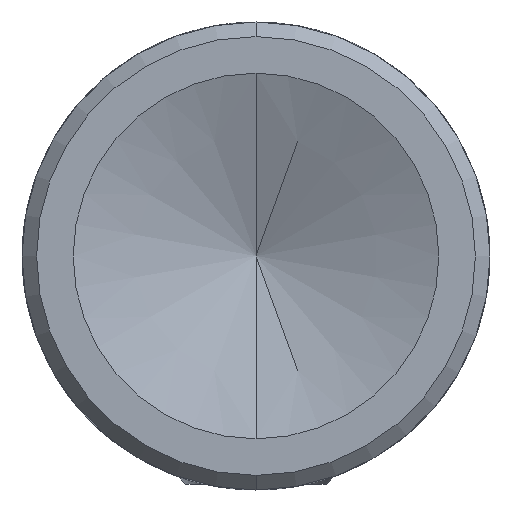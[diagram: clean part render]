
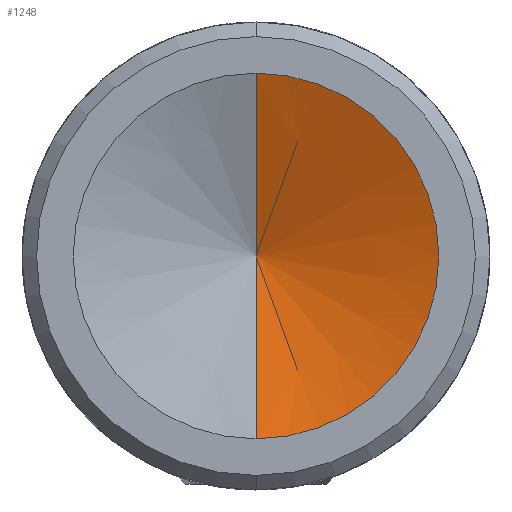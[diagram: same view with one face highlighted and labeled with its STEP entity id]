
A CAD part, front view. The second image highlights one B-rep face of the part: STEP entity #1248.
In plain terms, the highlighted conical face has half-angle 69 degrees and reference radius 6.25 mm.
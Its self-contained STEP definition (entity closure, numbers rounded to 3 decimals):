
#119 = CARTESIAN_POINT ( 'NONE',  ( 0., 20., 6.25 ) ) ;
#144 = DIRECTION ( 'NONE',  ( 0., 1., 0. ) ) ;
#172 = ORIENTED_EDGE ( 'NONE', *, *, #330, .T. ) ;
#245 = DIRECTION ( 'NONE',  ( 0., 0., 1. ) ) ;
#330 = EDGE_CURVE ( 'NONE', #334, #1382, #942, .T. ) ;
#334 = VERTEX_POINT ( 'NONE', #1828 ) ;
#410 = CARTESIAN_POINT ( 'NONE',  ( 0., 20., -6.25 ) ) ;
#747 = CARTESIAN_POINT ( 'NONE',  ( 0., 20., 0. ) ) ;
#788 = CIRCLE ( 'NONE', #2044, 6.25 ) ;
#906 = DIRECTION ( 'NONE',  ( 0., 1., 0. ) ) ;
#915 = AXIS2_PLACEMENT_3D ( 'NONE', #1164, #144, #1844 ) ;
#942 = LINE ( 'NONE', #410, #2121 ) ;
#1042 = EDGE_CURVE ( 'NONE', #1382, #2047, #788, .T. ) ;
#1146 = DIRECTION ( 'NONE',  ( 0., 0.358, -0.934 ) ) ;
#1164 = CARTESIAN_POINT ( 'NONE',  ( 0., 20., 0. ) ) ;
#1174 = LINE ( 'NONE', #119, #1818 ) ;
#1227 = EDGE_CURVE ( 'NONE', #334, #2047, #1174, .T. ) ;
#1248 = ADVANCED_FACE ( 'NONE', ( #2013 ), #1280, .F. ) ;
#1251 = ORIENTED_EDGE ( 'NONE', *, *, #1042, .T. ) ;
#1280 = CONICAL_SURFACE ( 'NONE', #915, 6.25, 1.204 ) ;
#1330 = DIRECTION ( 'NONE',  ( 0., 0.358, 0.934 ) ) ;
#1382 = VERTEX_POINT ( 'NONE', #1528 ) ;
#1528 = CARTESIAN_POINT ( 'NONE',  ( 0., 20., -6.25 ) ) ;
#1789 = CARTESIAN_POINT ( 'NONE',  ( 0., 20., 6.25 ) ) ;
#1809 = ORIENTED_EDGE ( 'NONE', *, *, #1227, .F. ) ;
#1818 = VECTOR ( 'NONE', #1330, 1000. ) ;
#1828 = CARTESIAN_POINT ( 'NONE',  ( 0., 17.601, 0. ) ) ;
#1844 = DIRECTION ( 'NONE',  ( 0., 0., 1. ) ) ;
#1980 = EDGE_LOOP ( 'NONE', ( #1809, #172, #1251 ) ) ;
#2013 = FACE_OUTER_BOUND ( 'NONE', #1980, .T. ) ;
#2044 = AXIS2_PLACEMENT_3D ( 'NONE', #747, #906, #245 ) ;
#2047 = VERTEX_POINT ( 'NONE', #1789 ) ;
#2121 = VECTOR ( 'NONE', #1146, 1000. ) ;
